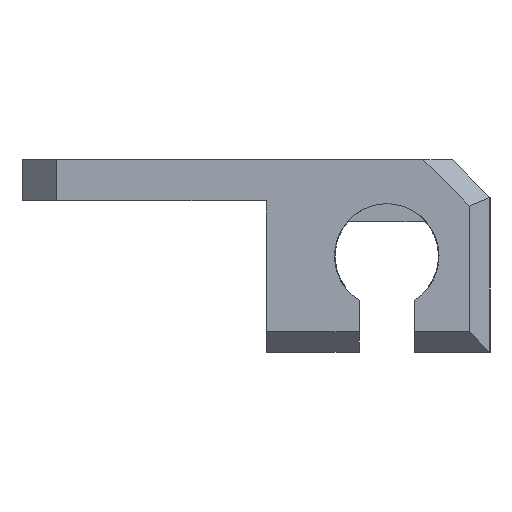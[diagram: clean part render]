
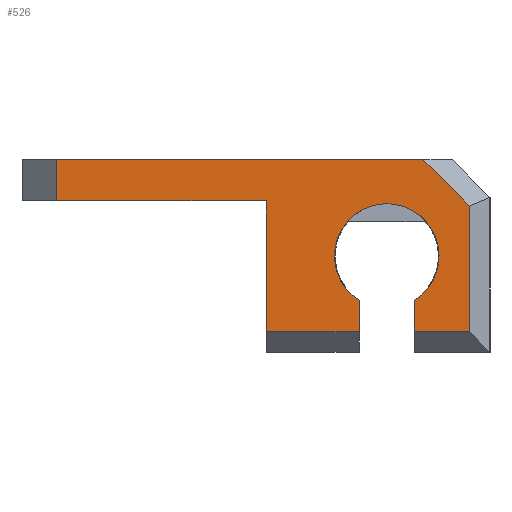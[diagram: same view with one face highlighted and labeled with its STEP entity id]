
A CAD part, left-side view. The second image highlights one B-rep face of the part: STEP entity #526.
In plain terms, the highlighted planar face has unit normal (-1, 0, 0).
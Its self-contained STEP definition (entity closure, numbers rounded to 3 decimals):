
#16 = LINE ( 'NONE', #2079, #2133 ) ;
#34 = VECTOR ( 'NONE', #1912, 1000. ) ;
#55 = CARTESIAN_POINT ( 'NONE',  ( -108., 9., 0. ) ) ;
#59 = EDGE_CURVE ( 'NONE', #1923, #2209, #390, .T. ) ;
#175 = VERTEX_POINT ( 'NONE', #226 ) ;
#177 = LINE ( 'NONE', #1244, #34 ) ;
#180 = VERTEX_POINT ( 'NONE', #1662 ) ;
#226 = CARTESIAN_POINT ( 'NONE',  ( -108., -21.5, 0. ) ) ;
#230 = EDGE_CURVE ( 'NONE', #359, #1931, #16, .T. ) ;
#234 = ORIENTED_EDGE ( 'NONE', *, *, #59, .T. ) ;
#271 = DIRECTION ( 'NONE',  ( 0., 0., -1. ) ) ;
#273 = EDGE_CURVE ( 'NONE', #2209, #1163, #901, .T. ) ;
#278 = EDGE_CURVE ( 'NONE', #1395, #2162, #1749, .T. ) ;
#282 = LINE ( 'NONE', #1165, #863 ) ;
#335 = DIRECTION ( 'NONE',  ( 0., 0., -1. ) ) ;
#353 = EDGE_LOOP ( 'NONE', ( #654, #1532, #1131, #2485, #2305, #421, #2467, #2610, #1070, #2118, #234, #2672 ) ) ;
#357 = CARTESIAN_POINT ( 'NONE',  ( -108., -44.257, 6. ) ) ;
#359 = VERTEX_POINT ( 'NONE', #1721 ) ;
#360 = CARTESIAN_POINT ( 'NONE',  ( -108., 0., 6. ) ) ;
#390 = LINE ( 'NONE', #360, #2658 ) ;
#421 = ORIENTED_EDGE ( 'NONE', *, *, #449, .T. ) ;
#449 = EDGE_CURVE ( 'NONE', #1656, #180, #2613, .T. ) ;
#496 = DIRECTION ( 'NONE',  ( 1., 0., 0. ) ) ;
#509 = DIRECTION ( 'NONE',  ( 0., 0., -1. ) ) ;
#526 = ADVANCED_FACE ( 'NONE', ( #1555 ), #2213, .F. ) ;
#553 = VECTOR ( 'NONE', #1116, 1000. ) ;
#628 = EDGE_CURVE ( 'NONE', #935, #359, #832, .T. ) ;
#652 = VECTOR ( 'NONE', #271, 1000. ) ;
#654 = ORIENTED_EDGE ( 'NONE', *, *, #1307, .T. ) ;
#665 = CARTESIAN_POINT ( 'NONE',  ( -108., 9., 0. ) ) ;
#695 = VECTOR ( 'NONE', #757, 1000. ) ;
#703 = DIRECTION ( 'NONE',  ( 0., -1., 0. ) ) ;
#745 = CARTESIAN_POINT ( 'NONE',  ( -108., -35., 0. ) ) ;
#757 = DIRECTION ( 'NONE',  ( 0., 0., -1. ) ) ;
#773 = AXIS2_PLACEMENT_3D ( 'NONE', #1360, #496, #509 ) ;
#832 = LINE ( 'NONE', #982, #2615 ) ;
#863 = VECTOR ( 'NONE', #703, 1000. ) ;
#872 = DIRECTION ( 'NONE',  ( 0., 0., -1. ) ) ;
#884 = EDGE_CURVE ( 'NONE', #1964, #1656, #1958, .T. ) ;
#901 = LINE ( 'NONE', #55, #1214 ) ;
#935 = VERTEX_POINT ( 'NONE', #2652 ) ;
#941 = LINE ( 'NONE', #2001, #1963 ) ;
#982 = CARTESIAN_POINT ( 'NONE',  ( -108., 0., -19. ) ) ;
#1070 = ORIENTED_EDGE ( 'NONE', *, *, #230, .T. ) ;
#1086 = CARTESIAN_POINT ( 'NONE',  ( -108., -39., -8. ) ) ;
#1116 = DIRECTION ( 'NONE',  ( 0., -1., 0. ) ) ;
#1131 = ORIENTED_EDGE ( 'NONE', *, *, #278, .T. ) ;
#1163 = VERTEX_POINT ( 'NONE', #665 ) ;
#1165 = CARTESIAN_POINT ( 'NONE',  ( -108., 0., 0. ) ) ;
#1214 = VECTOR ( 'NONE', #1539, 1000. ) ;
#1244 = CARTESIAN_POINT ( 'NONE',  ( -108., -46.379, 3.879 ) ) ;
#1262 = EDGE_CURVE ( 'NONE', #180, #935, #1330, .T. ) ;
#1302 = DIRECTION ( 'NONE',  ( 0., 0., 1. ) ) ;
#1307 = EDGE_CURVE ( 'NONE', #1163, #175, #282, .T. ) ;
#1330 = LINE ( 'NONE', #1781, #652 ) ;
#1348 = AXIS2_PLACEMENT_3D ( 'NONE', #2382, #1404, #335 ) ;
#1360 = CARTESIAN_POINT ( 'NONE',  ( -108., -39., -8. ) ) ;
#1395 = VERTEX_POINT ( 'NONE', #1814 ) ;
#1404 = DIRECTION ( 'NONE',  ( 1., 0., 0. ) ) ;
#1532 = ORIENTED_EDGE ( 'NONE', *, *, #1743, .F. ) ;
#1539 = DIRECTION ( 'NONE',  ( 0., 0., -1. ) ) ;
#1555 = FACE_OUTER_BOUND ( 'NONE', #353, .T. ) ;
#1575 = DIRECTION ( 'NONE',  ( 0., 0., 1. ) ) ;
#1615 = EDGE_CURVE ( 'NONE', #1964, #2162, #2645, .T. ) ;
#1616 = AXIS2_PLACEMENT_3D ( 'NONE', #1086, #1919, #872 ) ;
#1645 = CARTESIAN_POINT ( 'NONE',  ( -108., -35., -14.462 ) ) ;
#1656 = VERTEX_POINT ( 'NONE', #2436 ) ;
#1662 = CARTESIAN_POINT ( 'NONE',  ( -108., -43., -14.462 ) ) ;
#1721 = CARTESIAN_POINT ( 'NONE',  ( -108., -51., -19. ) ) ;
#1743 = EDGE_CURVE ( 'NONE', #1395, #175, #941, .T. ) ;
#1749 = LINE ( 'NONE', #1929, #553 ) ;
#1781 = CARTESIAN_POINT ( 'NONE',  ( -108., -43., 0. ) ) ;
#1814 = CARTESIAN_POINT ( 'NONE',  ( -108., -21.5, -19. ) ) ;
#1912 = DIRECTION ( 'NONE',  ( 0., 0.707, 0.707 ) ) ;
#1919 = DIRECTION ( 'NONE',  ( 1., 0., 0. ) ) ;
#1923 = VERTEX_POINT ( 'NONE', #357 ) ;
#1929 = CARTESIAN_POINT ( 'NONE',  ( -108., 0., -19. ) ) ;
#1931 = VERTEX_POINT ( 'NONE', #2251 ) ;
#1938 = CARTESIAN_POINT ( 'NONE',  ( -108., 9., 6. ) ) ;
#1958 = CIRCLE ( 'NONE', #773, 7.6 ) ;
#1963 = VECTOR ( 'NONE', #1575, 1000. ) ;
#1964 = VERTEX_POINT ( 'NONE', #1645 ) ;
#2001 = CARTESIAN_POINT ( 'NONE',  ( -108., -21.5, 0. ) ) ;
#2004 = DIRECTION ( 'NONE',  ( 0., 1., 0. ) ) ;
#2021 = EDGE_CURVE ( 'NONE', #1931, #1923, #177, .T. ) ;
#2079 = CARTESIAN_POINT ( 'NONE',  ( -108., -51., 0.5 ) ) ;
#2118 = ORIENTED_EDGE ( 'NONE', *, *, #2021, .T. ) ;
#2133 = VECTOR ( 'NONE', #1302, 1000. ) ;
#2162 = VERTEX_POINT ( 'NONE', #2351 ) ;
#2209 = VERTEX_POINT ( 'NONE', #1938 ) ;
#2213 = PLANE ( 'NONE',  #1348 ) ;
#2251 = CARTESIAN_POINT ( 'NONE',  ( -108., -51., -0.743 ) ) ;
#2305 = ORIENTED_EDGE ( 'NONE', *, *, #884, .T. ) ;
#2351 = CARTESIAN_POINT ( 'NONE',  ( -108., -35., -19. ) ) ;
#2382 = CARTESIAN_POINT ( 'NONE',  ( -108., 0., 0. ) ) ;
#2436 = CARTESIAN_POINT ( 'NONE',  ( -108., -39., -0.4 ) ) ;
#2466 = DIRECTION ( 'NONE',  ( 0., -1., 0. ) ) ;
#2467 = ORIENTED_EDGE ( 'NONE', *, *, #1262, .T. ) ;
#2485 = ORIENTED_EDGE ( 'NONE', *, *, #1615, .F. ) ;
#2610 = ORIENTED_EDGE ( 'NONE', *, *, #628, .T. ) ;
#2613 = CIRCLE ( 'NONE', #1616, 7.6 ) ;
#2615 = VECTOR ( 'NONE', #2466, 1000. ) ;
#2645 = LINE ( 'NONE', #745, #695 ) ;
#2652 = CARTESIAN_POINT ( 'NONE',  ( -108., -43., -19. ) ) ;
#2658 = VECTOR ( 'NONE', #2004, 1000. ) ;
#2672 = ORIENTED_EDGE ( 'NONE', *, *, #273, .T. ) ;
